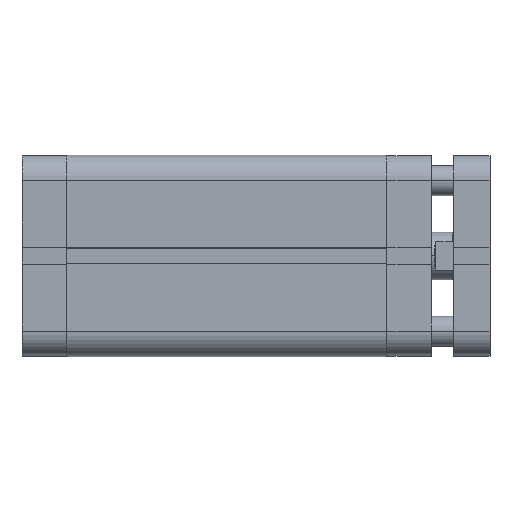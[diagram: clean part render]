
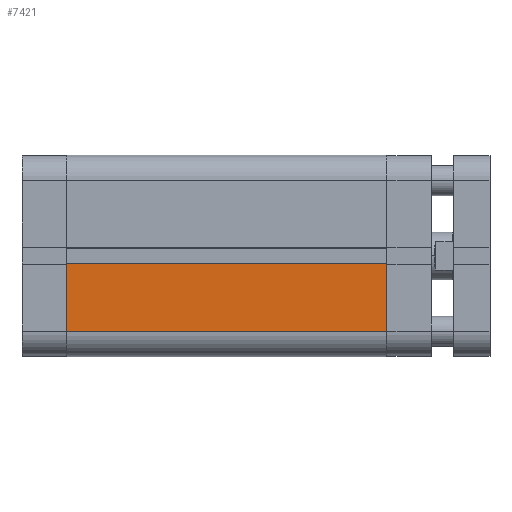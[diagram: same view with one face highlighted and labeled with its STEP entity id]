
A CAD part, top view. The second image highlights one B-rep face of the part: STEP entity #7421.
In plain terms, the highlighted face is planar.
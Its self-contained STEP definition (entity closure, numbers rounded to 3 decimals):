
#44 = EDGE_CURVE ( 'NONE', #1381, #916, #2893, .T. ) ;
#793 = EDGE_CURVE ( 'NONE', #914, #916, #2896, .T. ) ;
#914 = VERTEX_POINT ( 'NONE', #1310 ) ;
#916 = VERTEX_POINT ( 'NONE', #1077 ) ;
#1021 = CARTESIAN_POINT ( 'NONE',  ( 33.5, -25., 106.5 ) ) ;
#1051 = DIRECTION ( 'NONE',  ( 0., -1., 0. ) ) ;
#1062 = DIRECTION ( 'NONE',  ( 0., 0., -1. ) ) ;
#1077 = CARTESIAN_POINT ( 'NONE',  ( 33.5, -25., 0. ) ) ;
#1310 = CARTESIAN_POINT ( 'NONE',  ( 33.5, -25., 106.5 ) ) ;
#1381 = VERTEX_POINT ( 'NONE', #7229 ) ;
#1382 = VERTEX_POINT ( 'NONE', #7213 ) ;
#1543 = CARTESIAN_POINT ( 'NONE',  ( 33.5, -73.841, 0. ) ) ;
#1895 = EDGE_CURVE ( 'NONE', #1382, #1381, #2890, .T. ) ;
#2219 = EDGE_LOOP ( 'NONE', ( #2318, #2319, #2320, #2321 ) ) ;
#2318 = ORIENTED_EDGE ( 'NONE', *, *, #44, .F. ) ;
#2319 = ORIENTED_EDGE ( 'NONE', *, *, #1895, .F. ) ;
#2320 = ORIENTED_EDGE ( 'NONE', *, *, #8259, .T. ) ;
#2321 = ORIENTED_EDGE ( 'NONE', *, *, #793, .T. ) ;
#2888 = VECTOR ( 'NONE', #1051, 1000. ) ;
#2890 = LINE ( 'NONE', #3181, #2900 ) ;
#2893 = LINE ( 'NONE', #1543, #2888 ) ;
#2896 = LINE ( 'NONE', #1021, #2897 ) ;
#2897 = VECTOR ( 'NONE', #1062, 1000. ) ;
#2900 = VECTOR ( 'NONE', #3183, 1000. ) ;
#3181 = CARTESIAN_POINT ( 'NONE',  ( 33.5, -2.6, 106.5 ) ) ;
#3183 = DIRECTION ( 'NONE',  ( 0., 0., -1. ) ) ;
#4237 = CARTESIAN_POINT ( 'NONE',  ( 33.5, -73.841, 106.5 ) ) ;
#4238 = PLANE ( 'NONE',  #8004 ) ;
#4240 = DIRECTION ( 'NONE',  ( 1., 0., 0. ) ) ;
#4241 = DIRECTION ( 'NONE',  ( 0., 1., 0. ) ) ;
#4759 = FACE_OUTER_BOUND ( 'NONE', #2219, .T. ) ;
#5310 = LINE ( 'NONE', #6160, #5315 ) ;
#5315 = VECTOR ( 'NONE', #6171, 1000. ) ;
#6160 = CARTESIAN_POINT ( 'NONE',  ( 33.5, -73.841, 106.5 ) ) ;
#6171 = DIRECTION ( 'NONE',  ( 0., -1., 0. ) ) ;
#7213 = CARTESIAN_POINT ( 'NONE',  ( 33.5, -2.6, 106.5 ) ) ;
#7229 = CARTESIAN_POINT ( 'NONE',  ( 33.5, -2.6, 0. ) ) ;
#7421 = ADVANCED_FACE ( 'NONE', ( #4759 ), #4238, .T. ) ;
#8004 = AXIS2_PLACEMENT_3D ( 'NONE', #4237, #4240, #4241 ) ;
#8259 = EDGE_CURVE ( 'NONE', #1382, #914, #5310, .T. ) ;
